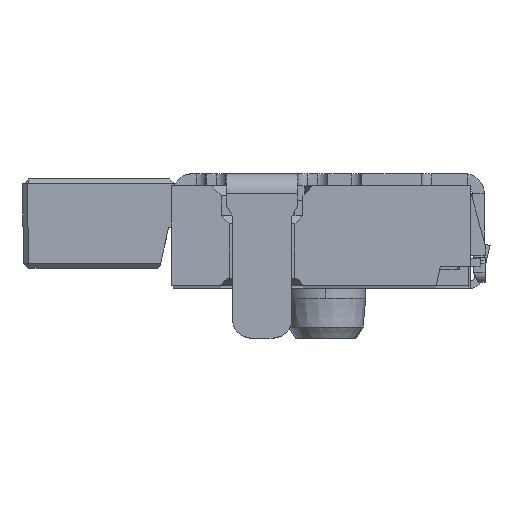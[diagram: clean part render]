
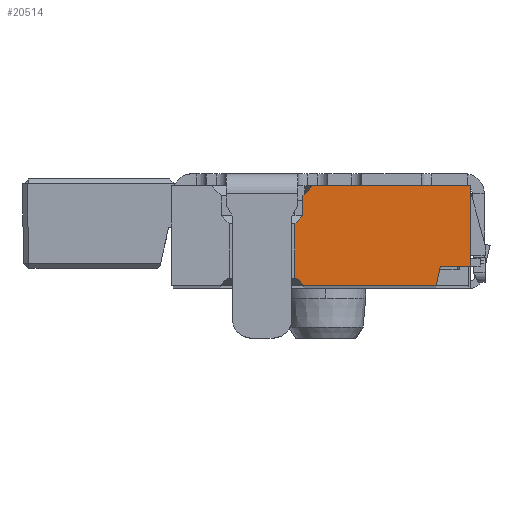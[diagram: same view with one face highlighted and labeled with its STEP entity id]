
A CAD part, left-side view. The second image highlights one B-rep face of the part: STEP entity #20514.
In plain terms, the highlighted planar face has unit normal (-1, 0, 0).
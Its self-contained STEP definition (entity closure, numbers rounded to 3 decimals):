
#18862 = VERTEX_POINT ( 'NONE', #24881 ) ;
#18899 = EDGE_CURVE ( 'NONE', #18900, #18901, #24993, .T. ) ;
#18900 = VERTEX_POINT ( 'NONE', #24989 ) ;
#18901 = VERTEX_POINT ( 'NONE', #24988 ) ;
#18921 = EDGE_CURVE ( 'NONE', #19036, #18924, #25046, .T. ) ;
#18924 = VERTEX_POINT ( 'NONE', #25042 ) ;
#18938 = EDGE_CURVE ( 'NONE', #18967, #18941, #25077, .T. ) ;
#18941 = VERTEX_POINT ( 'NONE', #25073 ) ;
#18959 = EDGE_CURVE ( 'NONE', #18979, #18862, #25098, .T. ) ;
#18965 = EDGE_CURVE ( 'NONE', #18966, #18967, #25136, .T. ) ;
#18966 = VERTEX_POINT ( 'NONE', #25132 ) ;
#18967 = VERTEX_POINT ( 'NONE', #25131 ) ;
#18977 = EDGE_CURVE ( 'NONE', #18901, #18979, #25122, .T. ) ;
#18979 = VERTEX_POINT ( 'NONE', #25118 ) ;
#19034 = EDGE_CURVE ( 'NONE', #18941, #19036, #25230, .T. ) ;
#19036 = VERTEX_POINT ( 'NONE', #25226 ) ;
#19998 = EDGE_CURVE ( 'NONE', #18862, #18966, #27028, .T. ) ;
#20514 = ADVANCED_FACE ( 'NONE', ( #27959 ), #27943, .F. ) ;
#20516 = EDGE_LOOP ( 'NONE', ( #20517, #20521, #20524, #20525, #20528, #20634, #20635, #20637, #20638, #20639, #20641 ) ) ;
#20517 = ORIENTED_EDGE ( 'NONE', *, *, #20518, .T. ) ;
#20518 = EDGE_CURVE ( 'NONE', #20574, #20519, #27938, .T. ) ;
#20519 = VERTEX_POINT ( 'NONE', #27992 ) ;
#20521 = ORIENTED_EDGE ( 'NONE', *, *, #20522, .F. ) ;
#20522 = EDGE_CURVE ( 'NONE', #18924, #20519, #27991, .T. ) ;
#20524 = ORIENTED_EDGE ( 'NONE', *, *, #18921, .F. ) ;
#20525 = ORIENTED_EDGE ( 'NONE', *, *, #19034, .F. ) ;
#20528 = ORIENTED_EDGE ( 'NONE', *, *, #18938, .F. ) ;
#20538 = EDGE_CURVE ( 'NONE', #20574, #18900, #27983, .T. ) ;
#20574 = VERTEX_POINT ( 'NONE', #28048 ) ;
#20634 = ORIENTED_EDGE ( 'NONE', *, *, #18965, .F. ) ;
#20635 = ORIENTED_EDGE ( 'NONE', *, *, #19998, .F. ) ;
#20637 = ORIENTED_EDGE ( 'NONE', *, *, #18959, .F. ) ;
#20638 = ORIENTED_EDGE ( 'NONE', *, *, #18977, .F. ) ;
#20639 = ORIENTED_EDGE ( 'NONE', *, *, #18899, .F. ) ;
#20641 = ORIENTED_EDGE ( 'NONE', *, *, #20538, .F. ) ;
#24881 = CARTESIAN_POINT ( 'NONE',  ( -4.525, 0.24, -3.05 ) ) ;
#24988 = CARTESIAN_POINT ( 'NONE',  ( -4.525, -1.157, -3.12 ) ) ;
#24989 = CARTESIAN_POINT ( 'NONE',  ( -4.525, -1.2, -2.926 ) ) ;
#24990 = DIRECTION ( 'NONE',  ( 0., 0.218, -0.976 ) ) ;
#24991 = VECTOR ( 'NONE', #24990, 1000. ) ;
#24992 = CARTESIAN_POINT ( 'NONE',  ( -4.525, -1.2, -2.926 ) ) ;
#24993 = LINE ( 'NONE', #24992, #24991 ) ;
#25042 = CARTESIAN_POINT ( 'NONE',  ( -4.525, 0.08, -2.12 ) ) ;
#25043 = DIRECTION ( 'NONE',  ( 0., -0.707, 0.707 ) ) ;
#25044 = VECTOR ( 'NONE', #25043, 1000. ) ;
#25045 = CARTESIAN_POINT ( 'NONE',  ( -4.525, 0.18, -2.22 ) ) ;
#25046 = LINE ( 'NONE', #25045, #25044 ) ;
#25073 = CARTESIAN_POINT ( 'NONE',  ( -4.525, 0.18, -2.42 ) ) ;
#25074 = DIRECTION ( 'NONE',  ( 0., -0.707, 0.707 ) ) ;
#25075 = VECTOR ( 'NONE', #25074, 1000. ) ;
#25076 = CARTESIAN_POINT ( 'NONE',  ( -4.525, 0.26, -2.5 ) ) ;
#25077 = LINE ( 'NONE', #25076, #25075 ) ;
#25095 = DIRECTION ( 'NONE',  ( 0., 0.707, 0.707 ) ) ;
#25096 = VECTOR ( 'NONE', #25095, 1000. ) ;
#25097 = CARTESIAN_POINT ( 'NONE',  ( -4.525, 0.17, -3.12 ) ) ;
#25098 = LINE ( 'NONE', #25097, #25096 ) ;
#25118 = CARTESIAN_POINT ( 'NONE',  ( -4.525, 0.17, -3.12 ) ) ;
#25119 = DIRECTION ( 'NONE',  ( 0., 1., 0. ) ) ;
#25120 = VECTOR ( 'NONE', #25119, 1000. ) ;
#25121 = CARTESIAN_POINT ( 'NONE',  ( -4.525, -1.5, -3.12 ) ) ;
#25122 = LINE ( 'NONE', #25121, #25120 ) ;
#25131 = CARTESIAN_POINT ( 'NONE',  ( -4.525, 0.26, -2.5 ) ) ;
#25132 = CARTESIAN_POINT ( 'NONE',  ( -4.525, 0.26, -3.05 ) ) ;
#25133 = DIRECTION ( 'NONE',  ( 0., 0., 1. ) ) ;
#25134 = VECTOR ( 'NONE', #25133, 1000. ) ;
#25135 = CARTESIAN_POINT ( 'NONE',  ( -4.525, 0.26, -3.12 ) ) ;
#25136 = LINE ( 'NONE', #25135, #25134 ) ;
#25226 = CARTESIAN_POINT ( 'NONE',  ( -4.525, 0.18, -2.22 ) ) ;
#25227 = DIRECTION ( 'NONE',  ( 0., 0., 1. ) ) ;
#25228 = VECTOR ( 'NONE', #25227, 1000. ) ;
#25229 = CARTESIAN_POINT ( 'NONE',  ( -4.525, 0.18, -3.12 ) ) ;
#25230 = LINE ( 'NONE', #25229, #25228 ) ;
#27025 = DIRECTION ( 'NONE',  ( 0., 1., 0. ) ) ;
#27026 = VECTOR ( 'NONE', #27025, 1000. ) ;
#27027 = CARTESIAN_POINT ( 'NONE',  ( -4.525, -1.5, -3.05 ) ) ;
#27028 = LINE ( 'NONE', #27027, #27026 ) ;
#27715 = CARTESIAN_POINT ( 'NONE',  ( -4.525, -1.5, -2.926 ) ) ;
#27938 = LINE ( 'NONE', #27715, #27994 ) ;
#27939 = DIRECTION ( 'NONE',  ( 0., 0., -1. ) ) ;
#27940 = DIRECTION ( 'NONE',  ( 1., 0., 0. ) ) ;
#27941 = CARTESIAN_POINT ( 'NONE',  ( -4.525, -1.5, -3.12 ) ) ;
#27942 = AXIS2_PLACEMENT_3D ( 'NONE', #27941, #27940, #27939 ) ;
#27943 = PLANE ( 'NONE',  #27942 ) ;
#27959 = FACE_OUTER_BOUND ( 'NONE', #20516, .T. ) ;
#27979 = DIRECTION ( 'NONE',  ( 0., 1., 0. ) ) ;
#27980 = VECTOR ( 'NONE', #27979, 1000. ) ;
#27981 = CARTESIAN_POINT ( 'NONE',  ( -4.525, -1.5, -2.926 ) ) ;
#27983 = LINE ( 'NONE', #27981, #27980 ) ;
#27988 = DIRECTION ( 'NONE',  ( 0., -1., 0. ) ) ;
#27989 = VECTOR ( 'NONE', #27988, 1000. ) ;
#27990 = CARTESIAN_POINT ( 'NONE',  ( -4.525, -1.5, -2.12 ) ) ;
#27991 = LINE ( 'NONE', #27990, #27989 ) ;
#27992 = CARTESIAN_POINT ( 'NONE',  ( -4.525, -1.5, -2.12 ) ) ;
#27993 = DIRECTION ( 'NONE',  ( 0., 0., 1. ) ) ;
#27994 = VECTOR ( 'NONE', #27993, 1000. ) ;
#28048 = CARTESIAN_POINT ( 'NONE',  ( -4.525, -1.5, -2.926 ) ) ;
